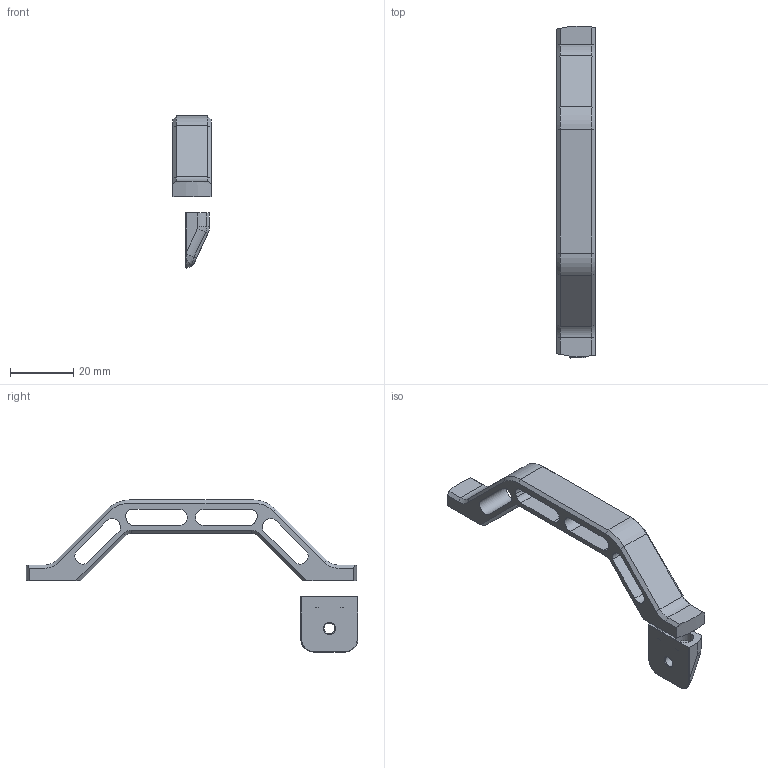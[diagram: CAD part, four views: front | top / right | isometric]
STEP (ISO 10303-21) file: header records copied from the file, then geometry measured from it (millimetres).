
FILE_DESCRIPTION(/* description */ (''),/* implementation_level */ '2;1');
FILE_NAME(/* name */ 'TinyM Handle v3.step',/* time_stamp */ '2022-05-31T23:56:14+02:00',/* author */ (''),/* organization */ (''),/* preprocessor_version */ 'ST-DEVELOPER v19',/* originating_system */ 'Autodesk Translation Framework v11.7.0.108',/* authorisation */ '');
FILE_SCHEMA (('AUTOMOTIVE_DESIGN { 1 0 10303 214 3 1 1 }'));
Length unit declared in the file: millimetre
Products named in the file (3): TinyM Handle; Door_Latch; Door_Handle
Assembly tree (2 placements, depth 2):
  TinyM Handle
    Door_Latch
    Door_Handle
Bounding box: 12 x 104.63 x 47.93 mm (x, y, z)
Volume: 9521.8 mm3; surface area: 7475.1 mm2
Topology: 2 solids, 2 shells, 169 faces, 434 edges, 271 vertices
Faces by surface type: plane 61, bspline 55, cylinder 34, cone 19
Full cylindrical faces by diameter (mm): 3.4 x1, 6 x3, 6.4 x4
Entity records: 8879 total; most frequent: CARTESIAN_POINT 5092, ORIENTED_EDGE 862, DIRECTION 620, EDGE_CURVE 431, VERTEX_POINT 269, AXIS2_PLACEMENT_3D 212, LINE 196, VECTOR 196
